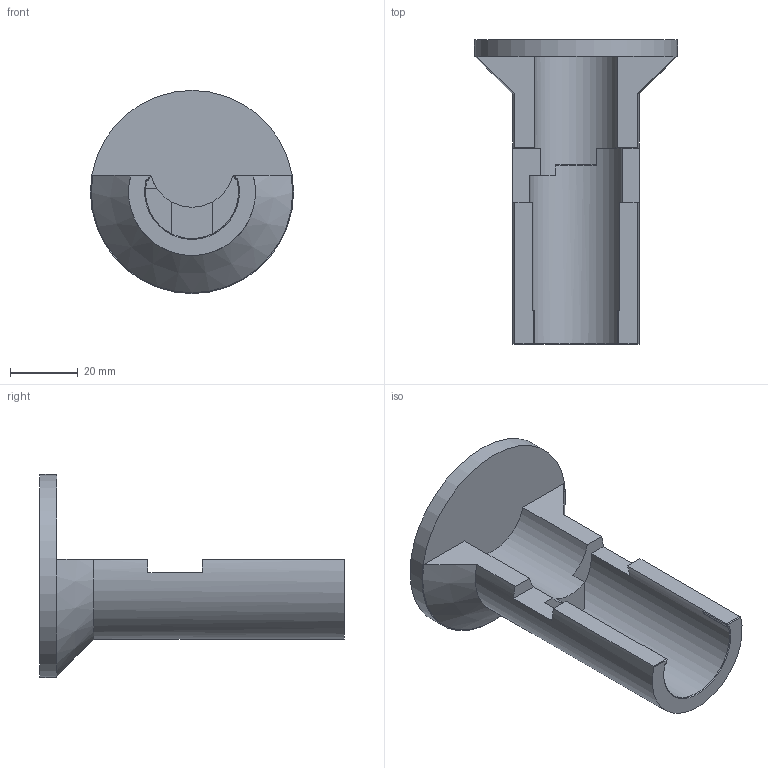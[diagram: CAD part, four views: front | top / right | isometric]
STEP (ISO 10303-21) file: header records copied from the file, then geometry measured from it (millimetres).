
FILE_DESCRIPTION(/* description */ (''),/* implementation_level */ '2;1');
FILE_NAME(/* name */ '75ml holder v3.step',/* time_stamp */ '2021-04-01T09:34:48-04:00',/* author */ (''),/* organization */ (''),/* preprocessor_version */ 'ST-DEVELOPER v18.1',/* originating_system */ 'Autodesk Translation Framework v9.10.0.1330',/* authorisation */ '');
FILE_SCHEMA (('AUTOMOTIVE_DESIGN { 1 0 10303 214 3 1 1 }'));
Length unit declared in the file: millimetre
Products named in the file (1): 75ml holder
Bounding box: 60 x 90 x 60 mm (x, y, z)
Volume: 48573.3 mm3; surface area: 17301.8 mm2
Topology: 1 solids, 1 shells, 49 faces, 123 edges, 74 vertices
Faces by surface type: plane 26, cylinder 13, cone 10
Full cylindrical faces by diameter (mm): 50 x1, 60 x1
Entity records: 1463 total; most frequent: DIRECTION 264, CARTESIAN_POINT 247, ORIENTED_EDGE 238, EDGE_CURVE 119, AXIS2_PLACEMENT_3D 97, VERTEX_POINT 74, LINE 70, VECTOR 70
